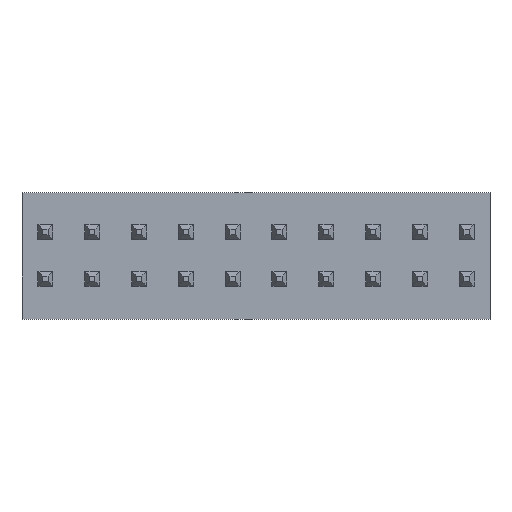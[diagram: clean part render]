
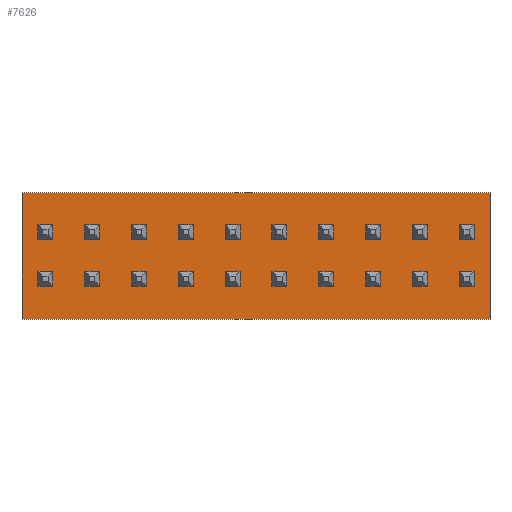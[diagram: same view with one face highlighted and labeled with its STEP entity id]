
A CAD part, top view. The second image highlights one B-rep face of the part: STEP entity #7626.
In plain terms, the highlighted face is planar.
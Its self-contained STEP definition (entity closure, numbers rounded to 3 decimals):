
#7494 = EDGE_CURVE('',#7495,#7497,#7499,.T.);
#7495 = VERTEX_POINT('',#7496);
#7496 = CARTESIAN_POINT('',(-6.35,1.778,-1.715));
#7497 = VERTEX_POINT('',#7498);
#7498 = CARTESIAN_POINT('',(-6.35,1.778,1.715));
#7499 = LINE('',#7500,#7501);
#7500 = CARTESIAN_POINT('',(-6.35,1.778,-1.715));
#7501 = VECTOR('',#7502,1.);
#7502 = DIRECTION('',(0.,0.,1.));
#7534 = EDGE_CURVE('',#7497,#7535,#7537,.T.);
#7535 = VERTEX_POINT('',#7536);
#7536 = CARTESIAN_POINT('',(6.35,1.778,1.715));
#7537 = LINE('',#7538,#7539);
#7538 = CARTESIAN_POINT('',(-6.35,1.778,1.715));
#7539 = VECTOR('',#7540,1.);
#7540 = DIRECTION('',(1.,0.,0.));
#7565 = EDGE_CURVE('',#7535,#7566,#7568,.T.);
#7566 = VERTEX_POINT('',#7567);
#7567 = CARTESIAN_POINT('',(6.35,1.778,-1.715));
#7568 = LINE('',#7569,#7570);
#7569 = CARTESIAN_POINT('',(6.35,1.778,1.715));
#7570 = VECTOR('',#7571,1.);
#7571 = DIRECTION('',(0.,0.,-1.));
#7596 = EDGE_CURVE('',#7566,#7495,#7597,.T.);
#7597 = LINE('',#7598,#7599);
#7598 = CARTESIAN_POINT('',(6.35,1.778,-1.715));
#7599 = VECTOR('',#7600,1.);
#7600 = DIRECTION('',(-1.,0.,0.));
#7626 = ADVANCED_FACE('',(#7627),#7633,.T.);
#7627 = FACE_BOUND('',#7628,.T.);
#7628 = EDGE_LOOP('',(#7629,#7630,#7631,#7632));
#7629 = ORIENTED_EDGE('',*,*,#7494,.T.);
#7630 = ORIENTED_EDGE('',*,*,#7534,.T.);
#7631 = ORIENTED_EDGE('',*,*,#7565,.T.);
#7632 = ORIENTED_EDGE('',*,*,#7596,.T.);
#7633 = PLANE('',#7634);
#7634 = AXIS2_PLACEMENT_3D('',#7635,#7636,#7637);
#7635 = CARTESIAN_POINT('',(0.,1.778,0.));
#7636 = DIRECTION('',(0.,1.,0.));
#7637 = DIRECTION('',(0.,-0.,1.));
